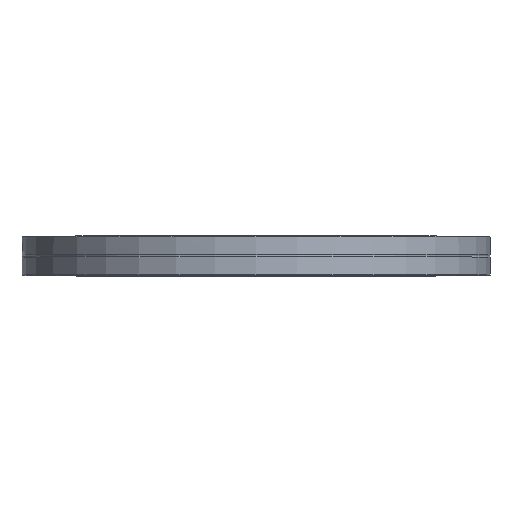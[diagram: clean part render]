
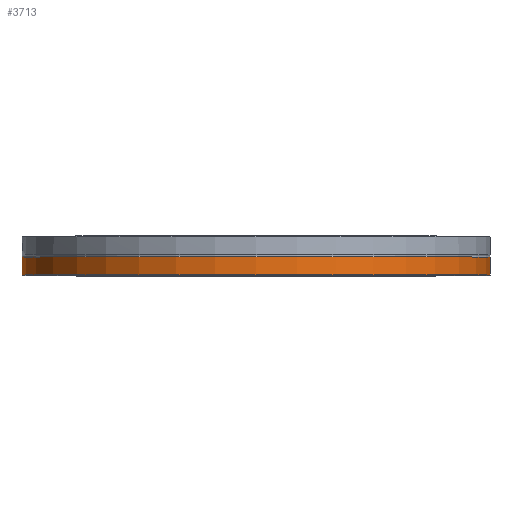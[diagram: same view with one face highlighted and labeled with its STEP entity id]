
A CAD part, top view. The second image highlights one B-rep face of the part: STEP entity #3713.
In plain terms, the highlighted cylindrical face has radius 168.3 mm (diameter 336.6 mm), a full revolution.
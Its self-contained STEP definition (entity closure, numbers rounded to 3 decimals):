
#232=CYLINDRICAL_SURFACE('',#4022,168.3);
#403=FACE_OUTER_BOUND('',#657,.T.);
#657=EDGE_LOOP('',(#2681,#2682,#2683,#2684,#2685,#2686));
#913=LINE('',#5887,#1136);
#1136=VECTOR('',#4534,168.3);
#1403=CIRCLE('',#4020,168.3);
#1404=CIRCLE('',#4021,168.3);
#1405=CIRCLE('',#4023,168.3);
#1406=CIRCLE('',#4024,168.3);
#1697=VERTEX_POINT('',#5877);
#1698=VERTEX_POINT('',#5878);
#1699=VERTEX_POINT('',#5883);
#1700=VERTEX_POINT('',#5884);
#2076=EDGE_CURVE('',#1697,#1698,#1403,.T.);
#2077=EDGE_CURVE('',#1698,#1697,#1404,.T.);
#2079=EDGE_CURVE('',#1699,#1700,#1405,.T.);
#2080=EDGE_CURVE('',#1700,#1699,#1406,.T.);
#2081=EDGE_CURVE('',#1700,#1698,#913,.T.);
#2681=ORIENTED_EDGE('',*,*,#2079,.F.);
#2682=ORIENTED_EDGE('',*,*,#2080,.F.);
#2683=ORIENTED_EDGE('',*,*,#2081,.T.);
#2684=ORIENTED_EDGE('',*,*,#2076,.F.);
#2685=ORIENTED_EDGE('',*,*,#2077,.F.);
#2686=ORIENTED_EDGE('',*,*,#2081,.F.);
#3713=ADVANCED_FACE('',(#403),#232,.T.);
#4020=AXIS2_PLACEMENT_3D('',#5879,#4523,#4524);
#4021=AXIS2_PLACEMENT_3D('',#5880,#4525,#4526);
#4022=AXIS2_PLACEMENT_3D('',#5882,#4528,#4529);
#4023=AXIS2_PLACEMENT_3D('',#5885,#4530,#4531);
#4024=AXIS2_PLACEMENT_3D('',#5886,#4532,#4533);
#4523=DIRECTION('center_axis',(0.,-1.,0.));
#4524=DIRECTION('ref_axis',(1.,0.,0.));
#4525=DIRECTION('center_axis',(0.,-1.,0.));
#4526=DIRECTION('ref_axis',(1.,0.,0.));
#4528=DIRECTION('center_axis',(0.,1.,0.));
#4529=DIRECTION('ref_axis',(-1.,0.,0.));
#4530=DIRECTION('center_axis',(0.,1.,0.));
#4531=DIRECTION('ref_axis',(1.,0.,0.));
#4532=DIRECTION('center_axis',(0.,1.,0.));
#4533=DIRECTION('ref_axis',(1.,0.,0.));
#4534=DIRECTION('',(0.,-1.,0.));
#5877=CARTESIAN_POINT('',(-168.3,0.5,0.));
#5878=CARTESIAN_POINT('',(168.3,0.5,0.));
#5879=CARTESIAN_POINT('Origin',(0.,0.5,0.));
#5880=CARTESIAN_POINT('Origin',(0.,0.5,0.));
#5882=CARTESIAN_POINT('Origin',(0.,6.685,0.));
#5883=CARTESIAN_POINT('',(0.,13.371,-168.3));
#5884=CARTESIAN_POINT('',(168.3,13.371,0.));
#5885=CARTESIAN_POINT('Origin',(0.,13.371,0.));
#5886=CARTESIAN_POINT('Origin',(0.,13.371,0.));
#5887=CARTESIAN_POINT('',(168.3,6.685,0.));
